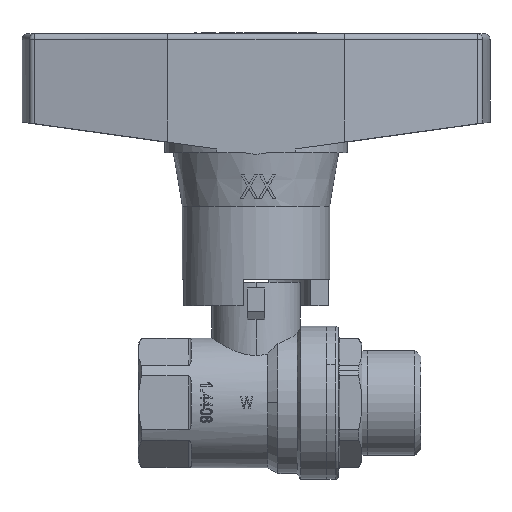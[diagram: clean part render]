
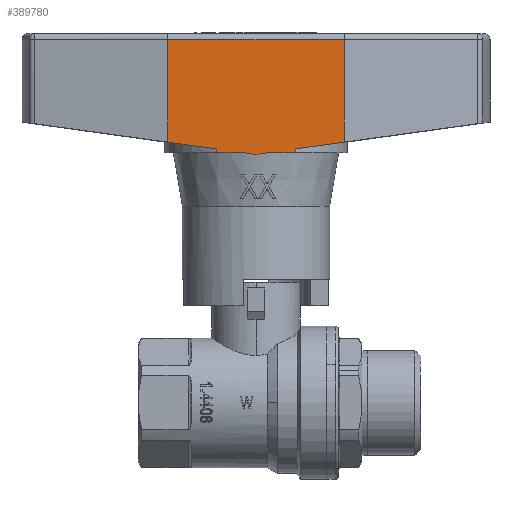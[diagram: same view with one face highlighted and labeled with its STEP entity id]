
A CAD part, top view. The second image highlights one B-rep face of the part: STEP entity #389780.
In plain terms, the highlighted face is planar.
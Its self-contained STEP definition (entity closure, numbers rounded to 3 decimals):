
#382980=CARTESIAN_POINT('',(0.,0.,27.8));
#382990=DIRECTION('',(0.,0.,1.));
#383000=DIRECTION('',(-1.,0.,0.));
#383010=AXIS2_PLACEMENT_3D('',#382980,#382990,#383000);
#383020=CONICAL_SURFACE('',#383010,14.051,0.169);
#385350=CARTESIAN_POINT('',(2.168,-14.,27.8));
#385360=VERTEX_POINT('',#385350);
#385390=CARTESIAN_POINT('',(0.,-14.,27.8));
#385400=DIRECTION('',(1.,0.,0.));
#385410=VECTOR('',#385400,1.);
#385420=LINE('',#385390,#385410);
#385430=CARTESIAN_POINT('',(6.652,-14.,27.8));
#385440=VERTEX_POINT('',#385430);
#385450=EDGE_CURVE('',#385360,#385440,#385420,.T.);
#385580=CARTESIAN_POINT('',(-6.652,-14.,27.8));
#385590=VERTEX_POINT('',#385580);
#385620=CARTESIAN_POINT('',(-2.168,-14.,27.8));
#385630=VERTEX_POINT('',#385620);
#385640=EDGE_CURVE('',#385590,#385630,#385420,.T.);
#386130=CARTESIAN_POINT('',(-6.652,-14.,28.42));
#386140=VERTEX_POINT('',#386130);
#386170=CARTESIAN_POINT('',(-6.652,-14.,35.4));
#386180=DIRECTION('',(0.,0.,-1.));
#386190=VECTOR('',#386180,1.);
#386200=LINE('',#386170,#386190);
#386210=EDGE_CURVE('',#386140,#385590,#386200,.T.);
#387120=CARTESIAN_POINT('',(4.164,-14.,26.924));
#387130=DIRECTION('',(0.991,0.,-0.137));
#387140=VECTOR('',#387130,1.);
#387150=LINE('',#387120,#387140);
#387160=CARTESIAN_POINT('',(-0.663,-14.,27.592));
#387170=VERTEX_POINT('',#387160);
#387180=EDGE_CURVE('',#385630,#387170,#387150,.T.);
#387370=CARTESIAN_POINT('',(15.,-14.,47.));
#387380=VERTEX_POINT('',#387370);
#387410=CARTESIAN_POINT('',(4.164,-14.,47.));
#387420=DIRECTION('',(1.,0.,0.));
#387430=VECTOR('',#387420,1.);
#387440=LINE('',#387410,#387430);
#387450=CARTESIAN_POINT('',(-15.,-14.,47.));
#387460=VERTEX_POINT('',#387450);
#387470=EDGE_CURVE('',#387460,#387380,#387440,.T.);
#388630=CARTESIAN_POINT('',(6.652,-14.,35.4));
#388640=DIRECTION('',(0.,0.,-1.));
#388650=VECTOR('',#388640,1.);
#388660=LINE('',#388630,#388650);
#388670=CARTESIAN_POINT('',(6.652,-14.,28.42));
#388680=VERTEX_POINT('',#388670);
#388690=EDGE_CURVE('',#388680,#385440,#388660,.T.);
#388860=CARTESIAN_POINT('',(4.164,-14.,28.076));
#388870=DIRECTION('',(0.991,0.,0.137));
#388880=VECTOR('',#388870,1.);
#388890=LINE('',#388860,#388880);
#388900=CARTESIAN_POINT('',(0.663,-14.,27.592));
#388910=VERTEX_POINT('',#388900);
#388920=EDGE_CURVE('',#388910,#385360,#388890,.T.);
#389000=CARTESIAN_POINT('',(15.,-14.,46.));
#389010=DIRECTION('',(-0.,1.,0.));
#389020=DIRECTION('',(1.,0.,0.));
#389030=AXIS2_PLACEMENT_3D('',#389000,#389010,#389020);
#389040=PLANE('',#389030);
#389050=CARTESIAN_POINT('',(-15.,-14.,29.575));
#389060=VERTEX_POINT('',#389050);
#389070=EDGE_CURVE('',#389060,#386140,#387150,.T.);
#389080=ORIENTED_EDGE('',*,*,#389070,.T.);
#389090=CARTESIAN_POINT('',(-15.,-14.,48.));
#389100=DIRECTION('',(0.,0.,-1.));
#389110=VECTOR('',#389100,1.);
#389120=LINE('',#389090,#389110);
#389130=EDGE_CURVE('',#387460,#389060,#389120,.T.);
#389140=ORIENTED_EDGE('',*,*,#389130,.T.);
#389150=ORIENTED_EDGE('',*,*,#387470,.F.);
#389160=CARTESIAN_POINT('',(15.,-14.,48.));
#389170=DIRECTION('',(0.,0.,-1.));
#389180=VECTOR('',#389170,1.);
#389190=LINE('',#389160,#389180);
#389200=CARTESIAN_POINT('',(15.,-14.,29.575));
#389210=VERTEX_POINT('',#389200);
#389220=EDGE_CURVE('',#387380,#389210,#389190,.T.);
#389230=ORIENTED_EDGE('',*,*,#389220,.F.);
#389240=EDGE_CURVE('',#388680,#389210,#388890,.T.);
#389250=ORIENTED_EDGE('',*,*,#389240,.T.);
#389260=ORIENTED_EDGE('',*,*,#388690,.F.);
#389270=ORIENTED_EDGE('',*,*,#385450,.T.);
#389280=ORIENTED_EDGE('',*,*,#388920,.T.);
#389290=CARTESIAN_POINT('',(-0.663,-14.,
27.592));
#389300=CARTESIAN_POINT('',(-0.609,-14.,
27.577));
#389310=CARTESIAN_POINT('',(-0.554,-14.,
27.564));
#389320=CARTESIAN_POINT('',(-0.5,-14.,
27.552));
#389330=CARTESIAN_POINT('',(-0.445,-14.,
27.541));
#389340=CARTESIAN_POINT('',(-0.39,-14.,27.531));
#389350=CARTESIAN_POINT('',(-0.335,-14.,27.523));
#389360=CARTESIAN_POINT('',(-0.307,-14.,27.52));
#389370=CARTESIAN_POINT('',(-0.279,-14.,27.516));
#389380=CARTESIAN_POINT('',(-0.252,-14.,27.513));
#389390=CARTESIAN_POINT('',(-0.224,-14.,27.51));
#389400=CARTESIAN_POINT('',(-0.196,-14.,27.508));
#389410=CARTESIAN_POINT('',(-0.169,-14.,27.506));
#389420=CARTESIAN_POINT('',(-0.141,-14.,27.504));
#389430=CARTESIAN_POINT('',(-0.113,-14.,27.503));
#389440=CARTESIAN_POINT('',(-0.085,-14.,27.502));
#389450=CARTESIAN_POINT('',(-0.057,-14.,27.501));
#389460=CARTESIAN_POINT('',(-0.029,-14.,27.5));
#389470=CARTESIAN_POINT('',(-0.001,-14.,27.5));
#389480=CARTESIAN_POINT('',(0.027,-14.,27.5));
#389490=CARTESIAN_POINT('',(0.055,-14.,27.5));
#389500=CARTESIAN_POINT('',(0.083,-14.,27.501));
#389510=CARTESIAN_POINT('',(0.111,-14.,27.502));
#389520=CARTESIAN_POINT('',(0.139,-14.,27.504));
#389530=CARTESIAN_POINT('',(0.167,-14.,27.506));
#389540=CARTESIAN_POINT('',(0.195,-14.,27.508));
#389550=CARTESIAN_POINT('',(0.223,-14.,27.51));
#389560=CARTESIAN_POINT('',(0.25,-14.,27.513));
#389570=CARTESIAN_POINT('',(0.278,-14.,27.516));
#389580=CARTESIAN_POINT('',(0.306,-14.,27.519));
#389590=CARTESIAN_POINT('',(0.334,-14.,27.523));
#389600=CARTESIAN_POINT('',(0.362,-14.,27.527));
#389610=CARTESIAN_POINT('',(0.39,-14.,27.532));
#389620=CARTESIAN_POINT('',(0.417,-14.,27.536));
#389630=CARTESIAN_POINT('',(0.445,-14.,27.541));
#389640=CARTESIAN_POINT('',(0.472,-14.,27.546));
#389650=CARTESIAN_POINT('',(0.5,-14.,27.552));
#389660=CARTESIAN_POINT('',(0.555,-14.,27.564));
#389670=CARTESIAN_POINT('',(0.609,-14.,27.577));
#389680=CARTESIAN_POINT('',(0.663,-14.,27.592));
#389690=B_SPLINE_CURVE_WITH_KNOTS('',3,(#389290,#389300,#389310,#389320,
#389330,#389340,#389350,#389360,#389370,#389380,#389390,#389400,#389410,
#389420,#389430,#389440,#389450,#389460,#389470,#389480,#389490,#389500,
#389510,#389520,#389530,#389540,#389550,#389560,#389570,#389580,#389590,
#389600,#389610,#389620,#389630,#389640,#389650,#389660,#389670,#389680)
,.UNSPECIFIED.,.F.,.F.,(4,3,3,3,3,3,3,3,3,3,3,3,3,4),(0.,
0.168,0.335,0.419,0.502,
0.586,0.67,0.754,0.838,
0.922,1.006,1.09,1.174,
1.342),.UNSPECIFIED.);
#389700=SURFACE_CURVE('',#389690,(#383020,#389040),.CURVE_3D.);
#389710=EDGE_CURVE('',#387170,#388910,#389700,.T.);
#389720=ORIENTED_EDGE('',*,*,#389710,.T.);
#389730=ORIENTED_EDGE('',*,*,#387180,.T.);
#389740=ORIENTED_EDGE('',*,*,#385640,.T.);
#389750=ORIENTED_EDGE('',*,*,#386210,.T.);
#389760=EDGE_LOOP('',(#389750,#389740,#389730,#389720,#389280,#389270,
#389260,#389250,#389230,#389150,#389140,#389080));
#389770=FACE_OUTER_BOUND('',#389760,.T.);
#389780=ADVANCED_FACE('',(#389770),#389040,.F.);
